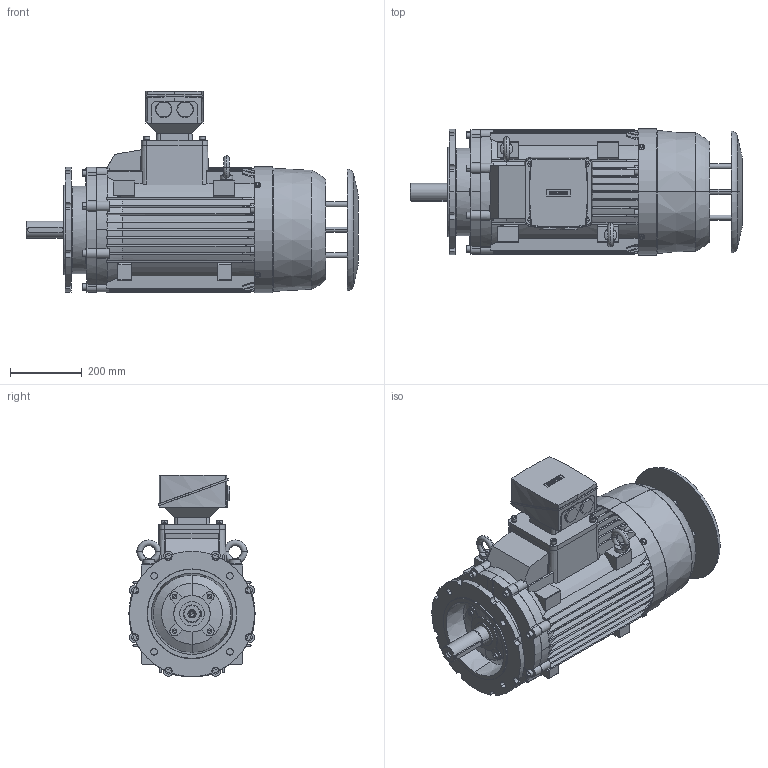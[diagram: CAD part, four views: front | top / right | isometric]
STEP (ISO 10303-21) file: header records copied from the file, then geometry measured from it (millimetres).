
FILE_DESCRIPTION(('STEP AP214'),'1');
FILE_NAME('cctmp_95E4457F-08A0-44C6-B81B-4A73AE643D5F_2023_06_27_10_53_03_0196..stp','2023-06-27T08:53:04',('SIEMENS A&D'),('CADClick - www.CADClick.com'),'Spatial InterOp 3D',' ','unknown authorization');
FILE_SCHEMA(('AUTOMOTIVE_DESIGN'));
Length unit declared in the file: millimetre
Products named in the file (34): cc_unnamed; 2023_06_27_10_53_03_0149; 2023_06_27_10_53_03_0117; 2023_06_27_10_53_03_0086; 2023_06_27_10_53_03_0055; 2023_06_27_10_53_03_0024; 2023_06_27_10_53_02_0992; 2023_06_27_10_53_02_0961; 2023_06_27_10_53_02_0930; 2023_06_27_10_53_02_0899; 2023_06_27_10_53_02_0867; 2023_06_27_10_53_02_0836; 2023_06_27_10_53_02_0805; 2023_06_27_10_53_02_0774; 2023_06_27_10_53_02_0742; 2023_06_27_10_53_02_0711; 2023_06_27_10_53_02_0680; 2023_06_27_10_53_02_0649; 2023_06_27_10_53_02_0617; 2023_06_27_10_53_02_0586; 2023_06_27_10_53_02_0555; 2023_06_27_10_53_02_0524; 2023_06_27_10_53_02_0492; 2023_06_27_10_53_02_0461; 2023_06_27_10_53_02_0430; 2023_06_27_10_53_02_0399; 2023_06_27_10_53_02_0367; 2023_06_27_10_53_02_0336; 2023_06_27_10_53_02_0305; 2023_06_27_10_53_02_0274; 2023_06_27_10_53_02_0242; 2023_06_27_10_53_02_0211; 2023_06_27_10_53_02_0180; 2023_06_27_10_53_02_0149
Assembly tree (33 placements, depth 2):
  cc_unnamed
    2023_06_27_10_53_03_0149
    2023_06_27_10_53_03_0117
    2023_06_27_10_53_03_0086
    2023_06_27_10_53_03_0055
    2023_06_27_10_53_03_0024
    2023_06_27_10_53_02_0992
    2023_06_27_10_53_02_0961
    2023_06_27_10_53_02_0930
    2023_06_27_10_53_02_0899
    2023_06_27_10_53_02_0867
    2023_06_27_10_53_02_0836
    2023_06_27_10_53_02_0805
    2023_06_27_10_53_02_0774
    2023_06_27_10_53_02_0742
    2023_06_27_10_53_02_0711
    2023_06_27_10_53_02_0680
    2023_06_27_10_53_02_0649
    2023_06_27_10_53_02_0617
    2023_06_27_10_53_02_0586
    2023_06_27_10_53_02_0555
    2023_06_27_10_53_02_0524
    2023_06_27_10_53_02_0492
    2023_06_27_10_53_02_0461
    2023_06_27_10_53_02_0430
    2023_06_27_10_53_02_0399
    2023_06_27_10_53_02_0367
    2023_06_27_10_53_02_0336
    2023_06_27_10_53_02_0305
    2023_06_27_10_53_02_0274
    2023_06_27_10_53_02_0242
    2023_06_27_10_53_02_0211
    2023_06_27_10_53_02_0180
    2023_06_27_10_53_02_0149
Bounding box: 928 x 353 x 564.5 mm (x, y, z)
Volume: 54679740.3 mm3; surface area: 2762521.5 mm2
Topology: 33 solids, 33 shells, 2078 faces, 5830 edges, 3847 vertices
Faces by surface type: cylinder 1177, plane 653, cone 188, torus 60
Entity records: 89878 total; most frequent: CARTESIAN_POINT 16176, DIRECTION 12410, ORIENTED_EDGE 11656, EDGE_CURVE 5828, AXIS2_PLACEMENT_3D 4890, VERTEX_POINT 3847, CIRCLE 2736, LINE 2630
